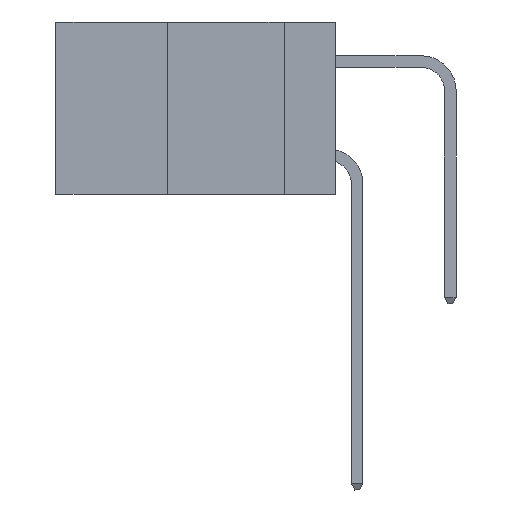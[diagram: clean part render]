
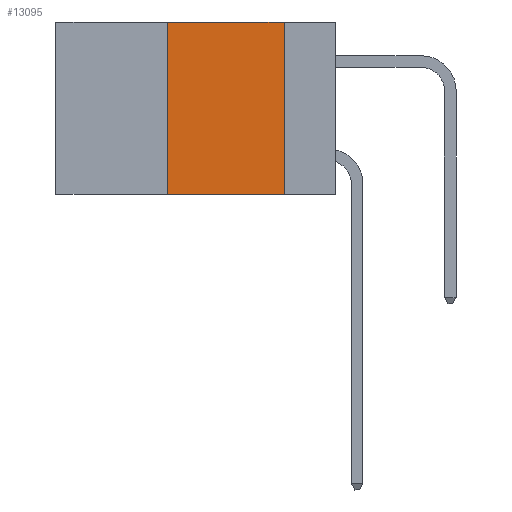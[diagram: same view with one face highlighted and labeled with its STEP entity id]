
A CAD part, left-side view. The second image highlights one B-rep face of the part: STEP entity #13095.
In plain terms, the highlighted planar face has unit normal (-1, 0, 0).
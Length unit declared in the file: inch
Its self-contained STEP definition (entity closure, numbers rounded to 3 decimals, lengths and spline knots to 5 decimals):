
#3637 = VECTOR ( 'NONE', #9210, 39.37008 ) ;
#3669 = CARTESIAN_POINT ( 'NONE',  ( 0., 0.11, 0. ) ) ;
#5107 = VERTEX_POINT ( 'NONE', #20881 ) ;
#5350 = CARTESIAN_POINT ( 'NONE',  ( 0., 0.36, 0. ) ) ;
#5446 = VECTOR ( 'NONE', #21725, 39.37008 ) ;
#6351 = AXIS2_PLACEMENT_3D ( 'NONE', #26311, #31471, #9696 ) ;
#6921 = CARTESIAN_POINT ( 'NONE',  ( 0., 0.6, 0. ) ) ;
#8334 = CARTESIAN_POINT ( 'NONE',  ( 0., 0.6, -0.37 ) ) ;
#9049 = ORIENTED_EDGE ( 'NONE', *, *, #16538, .F. ) ;
#9210 = DIRECTION ( 'NONE',  ( 0., 0., -1. ) ) ;
#9354 = EDGE_LOOP ( 'NONE', ( #23594, #9049, #20349, #25725 ) ) ;
#9696 = DIRECTION ( 'NONE',  ( 0., 0., -1. ) ) ;
#9713 = DIRECTION ( 'NONE',  ( 0., -1., 0. ) ) ;
#11217 = DIRECTION ( 'NONE',  ( 0., -1., 0. ) ) ;
#11560 = VECTOR ( 'NONE', #9713, 39.37008 ) ;
#13095 = ADVANCED_FACE ( 'NONE', ( #33944 ), #23332, .F. ) ;
#13454 = CARTESIAN_POINT ( 'NONE',  ( 0., 0.36, 0. ) ) ;
#14202 = EDGE_CURVE ( 'NONE', #5107, #18687, #26587, .T. ) ;
#15610 = LINE ( 'NONE', #30869, #3637 ) ;
#16538 = EDGE_CURVE ( 'NONE', #26618, #30460, #33808, .T. ) ;
#17821 = EDGE_CURVE ( 'NONE', #5107, #26618, #17861, .T. ) ;
#17861 = LINE ( 'NONE', #13454, #5446 ) ;
#18687 = VERTEX_POINT ( 'NONE', #34397 ) ;
#19300 = VECTOR ( 'NONE', #11217, 39.37008 ) ;
#19703 = EDGE_CURVE ( 'NONE', #30460, #18687, #15610, .T. ) ;
#20349 = ORIENTED_EDGE ( 'NONE', *, *, #17821, .F. ) ;
#20881 = CARTESIAN_POINT ( 'NONE',  ( 0., 0.36, -0.37 ) ) ;
#21725 = DIRECTION ( 'NONE',  ( 0., 0., 1. ) ) ;
#23332 = PLANE ( 'NONE',  #6351 ) ;
#23594 = ORIENTED_EDGE ( 'NONE', *, *, #19703, .F. ) ;
#25725 = ORIENTED_EDGE ( 'NONE', *, *, #14202, .T. ) ;
#26311 = CARTESIAN_POINT ( 'NONE',  ( 0., 0.6, 0. ) ) ;
#26587 = LINE ( 'NONE', #8334, #19300 ) ;
#26618 = VERTEX_POINT ( 'NONE', #5350 ) ;
#30460 = VERTEX_POINT ( 'NONE', #3669 ) ;
#30869 = CARTESIAN_POINT ( 'NONE',  ( 0., 0.11, 0. ) ) ;
#31471 = DIRECTION ( 'NONE',  ( 1., 0., 0. ) ) ;
#33808 = LINE ( 'NONE', #6921, #11560 ) ;
#33944 = FACE_OUTER_BOUND ( 'NONE', #9354, .T. ) ;
#34397 = CARTESIAN_POINT ( 'NONE',  ( 0., 0.11, -0.37 ) ) ;
